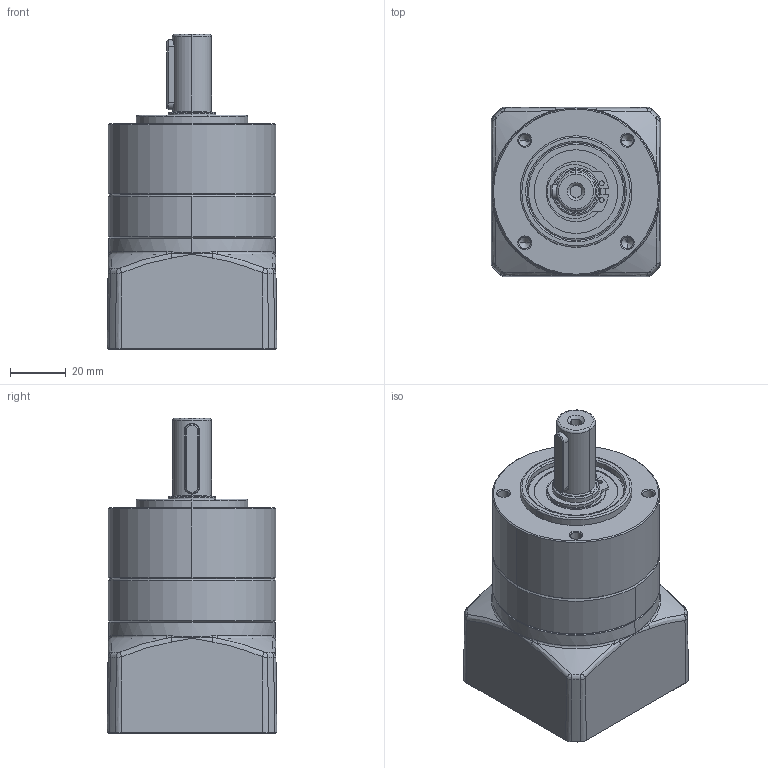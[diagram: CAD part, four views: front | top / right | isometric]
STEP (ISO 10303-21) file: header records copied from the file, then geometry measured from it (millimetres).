
FILE_DESCRIPTION (( 'STEP AP214' ), '1' );
FILE_NAME ('FE-060-L1-P2-¦µ14-¦µ50-¦µ70-M4-32.STEP', '2024-01-04T01:38:08', ( 'admin' ), ( '' ), 'SwSTEP 2.0', 'SolidWorks 2013', '' );
FILE_SCHEMA (( 'AUTOMOTIVE_DESIGN' ));
Length unit declared in the file: millimetre
Products named in the file (10): 镂空输入法兰FE060-50X40XM4; FE-060-L1-P2-朴14-朴50-朴70-M4-32; 单边锁输入轴FE060-14（带螺丝）; M4樓粟菜; 6003-2RZ粣創; A倰す瑩5X25; 怀堤俴陎殤FE060; 怀堤粣縐銅17; 怀堤傷褲极FE060; 内齿圈FE060-D108
Assembly tree (14 placements, depth 2):
  FE-060-L1-P2-朴14-朴50-朴70-M4-32
    镂空输入法兰FE060-50X40XM4
    内齿圈FE060-D108
    怀堤傷褲极FE060
    怀堤粣縐銅17
    怀堤俴陎殤FE060
    A倰す瑩5X25
    6003-2RZ粣創
    M4樓粟菜  x6
    单边锁输入轴FE060-14（带螺丝）
Bounding box: 60.83 x 60.83 x 113 mm (x, y, z)
Volume: 210085.8 mm3; surface area: 61176.4 mm2
Topology: 9 solids, 21 shells, 732 faces, 1772 edges, 1087 vertices
Faces by surface type: cylinder 218, plane 179, cone 155, bspline 134, torus 46
Entity records: 28358 total; most frequent: CARTESIAN_POINT 15237, ORIENTED_EDGE 2778, DIRECTION 2484, EDGE_CURVE 1392, AXIS2_PLACEMENT_3D 1040, VERTEX_POINT 862, EDGE_LOOP 651, FACE_OUTER_BOUND 582
